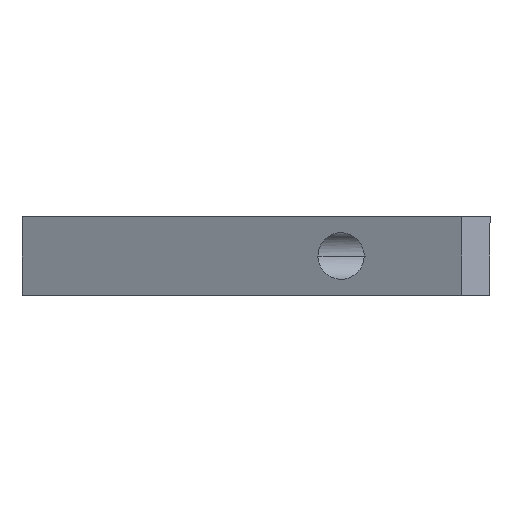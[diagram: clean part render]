
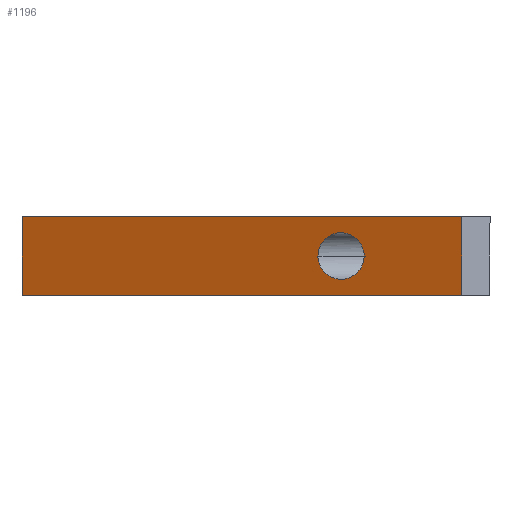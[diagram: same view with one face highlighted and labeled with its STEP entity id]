
A CAD part, left-side view. The second image highlights one B-rep face of the part: STEP entity #1196.
In plain terms, the highlighted planar face has unit normal (-0.903, 0.43, 0).
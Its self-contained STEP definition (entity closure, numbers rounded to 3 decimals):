
#1 = FACE_OUTER_BOUND ( 'NONE', #1246, .T. ) ;
#24 = CARTESIAN_POINT ( 'NONE',  ( -18., 39.669, -0.332 ) ) ;
#25 = VECTOR ( 'NONE', #1346, 1000. ) ;
#76 = ORIENTED_EDGE ( 'NONE', *, *, #2610, .F. ) ;
#122 = EDGE_LOOP ( 'NONE', ( #811, #1010 ) ) ;
#154 = VERTEX_POINT ( 'NONE', #221 ) ;
#221 = CARTESIAN_POINT ( 'NONE',  ( -38.653, -3.71, -5.332 ) ) ;
#230 = LINE ( 'NONE', #1475, #285 ) ;
#263 = LINE ( 'NONE', #1508, #619 ) ;
#285 = VECTOR ( 'NONE', #896, 1000. ) ;
#290 = CARTESIAN_POINT ( 'NONE',  ( -38.653, -3.71, -5.332 ) ) ;
#292 = VERTEX_POINT ( 'NONE', #321 ) ;
#317 = CARTESIAN_POINT ( 'NONE',  ( -35.864, 2.146, -5.332 ) ) ;
#321 = CARTESIAN_POINT ( 'NONE',  ( -18., 39.669, -10.332 ) ) ;
#432 = CARTESIAN_POINT ( 'NONE',  ( -35.864, 2.146, -5.332 ) ) ;
#439 = PLANE ( 'NONE',  #448 ) ;
#448 = AXIS2_PLACEMENT_3D ( 'NONE', #816, #625, #2511 ) ;
#481 = CARTESIAN_POINT ( 'NONE',  ( -38.653, -3.71, -5.332 ) ) ;
#589 = VERTEX_POINT ( 'NONE', #1745 ) ;
#603 =( BOUNDED_CURVE ( )  B_SPLINE_CURVE ( 3, ( #481, #1539, #2156, #931 ),
 .UNSPECIFIED., .F., .T. ) 
 B_SPLINE_CURVE_WITH_KNOTS ( ( 4, 4 ),
 ( 0., 3.142 ),
 .UNSPECIFIED. ) 
 CURVE ( )  GEOMETRIC_REPRESENTATION_ITEM ( )  RATIONAL_B_SPLINE_CURVE ( ( 1., 0.333, 0.333, 1. ) ) 
 REPRESENTATION_ITEM ( '' )  );
#619 = VECTOR ( 'NONE', #926, 1000. ) ;
#625 = DIRECTION ( 'NONE',  ( 0.903, -0.43, 0. ) ) ;
#643 = CARTESIAN_POINT ( 'NONE',  ( -44.549, -16.096, -0.332 ) ) ;
#644 = CARTESIAN_POINT ( 'NONE',  ( -35.864, 2.146, 0.568 ) ) ;
#811 = ORIENTED_EDGE ( 'NONE', *, *, #1635, .T. ) ;
#816 = CARTESIAN_POINT ( 'NONE',  ( -18., 39.669, -0.332 ) ) ;
#888 =( BOUNDED_CURVE ( )  B_SPLINE_CURVE ( 3, ( #432, #644, #1518, #290 ),
 .UNSPECIFIED., .F., .T. ) 
 B_SPLINE_CURVE_WITH_KNOTS ( ( 4, 4 ),
 ( 3.142, 6.283 ),
 .UNSPECIFIED. ) 
 CURVE ( )  GEOMETRIC_REPRESENTATION_ITEM ( )  RATIONAL_B_SPLINE_CURVE ( ( 1., 0.333, 0.333, 1. ) ) 
 REPRESENTATION_ITEM ( '' )  );
#896 = DIRECTION ( 'NONE',  ( 0., 0., -1. ) ) ;
#899 = CARTESIAN_POINT ( 'NONE',  ( -18., 39.669, -0.332 ) ) ;
#909 = CARTESIAN_POINT ( 'NONE',  ( -44.549, -16.096, -10.332 ) ) ;
#926 = DIRECTION ( 'NONE',  ( -0.43, -0.903, 0. ) ) ;
#930 = VERTEX_POINT ( 'NONE', #643 ) ;
#931 = CARTESIAN_POINT ( 'NONE',  ( -35.864, 2.146, -5.332 ) ) ;
#1010 = ORIENTED_EDGE ( 'NONE', *, *, #2208, .T. ) ;
#1102 = VERTEX_POINT ( 'NONE', #909 ) ;
#1196 = ADVANCED_FACE ( 'NONE', ( #2099, #1 ), #439, .F. ) ;
#1246 = EDGE_LOOP ( 'NONE', ( #1740, #1904, #76, #1919 ) ) ;
#1269 = EDGE_CURVE ( 'NONE', #589, #292, #1880, .T. ) ;
#1346 = DIRECTION ( 'NONE',  ( -0.43, -0.903, 0. ) ) ;
#1388 = DIRECTION ( 'NONE',  ( 0., 0., -1. ) ) ;
#1411 = VECTOR ( 'NONE', #1388, 1000. ) ;
#1475 = CARTESIAN_POINT ( 'NONE',  ( -44.549, -16.096, -0.332 ) ) ;
#1508 = CARTESIAN_POINT ( 'NONE',  ( -18., 39.669, -10.332 ) ) ;
#1518 = CARTESIAN_POINT ( 'NONE',  ( -38.653, -3.71, 0.568 ) ) ;
#1539 = CARTESIAN_POINT ( 'NONE',  ( -38.653, -3.71, -11.232 ) ) ;
#1548 = LINE ( 'NONE', #899, #25 ) ;
#1556 = EDGE_CURVE ( 'NONE', #930, #1102, #230, .T. ) ;
#1635 = EDGE_CURVE ( 'NONE', #1791, #154, #888, .T. ) ;
#1740 = ORIENTED_EDGE ( 'NONE', *, *, #2572, .T. ) ;
#1745 = CARTESIAN_POINT ( 'NONE',  ( -18., 39.669, -0.332 ) ) ;
#1791 = VERTEX_POINT ( 'NONE', #317 ) ;
#1880 = LINE ( 'NONE', #24, #1411 ) ;
#1904 = ORIENTED_EDGE ( 'NONE', *, *, #1556, .F. ) ;
#1919 = ORIENTED_EDGE ( 'NONE', *, *, #1269, .T. ) ;
#2099 = FACE_BOUND ( 'NONE', #122, .T. ) ;
#2156 = CARTESIAN_POINT ( 'NONE',  ( -35.864, 2.146, -11.232 ) ) ;
#2208 = EDGE_CURVE ( 'NONE', #154, #1791, #603, .T. ) ;
#2511 = DIRECTION ( 'NONE',  ( 0.43, 0.903, 0. ) ) ;
#2572 = EDGE_CURVE ( 'NONE', #292, #1102, #263, .T. ) ;
#2610 = EDGE_CURVE ( 'NONE', #589, #930, #1548, .T. ) ;
